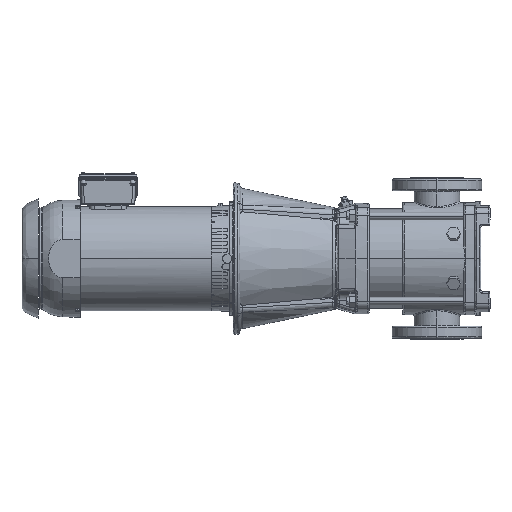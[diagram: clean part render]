
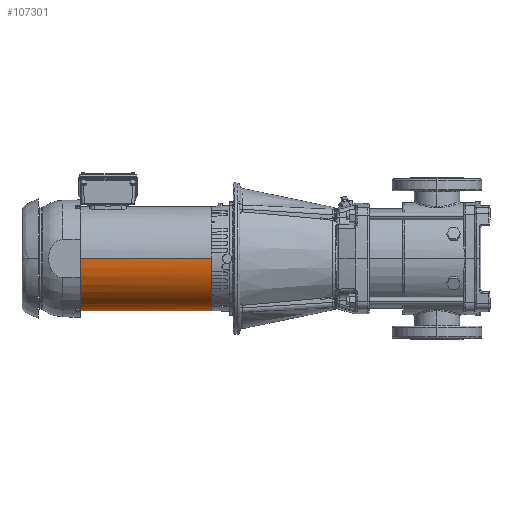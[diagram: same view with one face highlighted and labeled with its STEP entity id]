
A CAD part, left-side view. The second image highlights one B-rep face of the part: STEP entity #107301.
In plain terms, the highlighted cylindrical face has radius 103.05 mm (diameter 206.1 mm), a partial arc.
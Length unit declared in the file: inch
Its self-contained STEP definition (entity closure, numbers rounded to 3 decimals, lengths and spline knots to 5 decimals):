
#5385 = DIRECTION ( 'NONE',  ( -1., 0., 0. ) ) ;
#10593 = CARTESIAN_POINT ( 'NONE',  ( 32.53252, -4.7509, 0. ) ) ;
#11124 = ORIENTED_EDGE ( 'NONE', *, *, #77092, .F. ) ;
#14025 = EDGE_CURVE ( 'NONE', #134155, #80250, #119823, .T. ) ;
#14592 = EDGE_CURVE ( 'NONE', #106205, #80250, #31294, .T. ) ;
#18079 = VERTEX_POINT ( 'NONE', #49191 ) ;
#18223 = CARTESIAN_POINT ( 'NONE',  ( 32.53252, -0.69382, 0. ) ) ;
#26326 = CIRCLE ( 'NONE', #96735, 4.05709 ) ;
#27264 = AXIS2_PLACEMENT_3D ( 'NONE', #82509, #83163, #50755 ) ;
#31294 = LINE ( 'NONE', #10593, #51263 ) ;
#34354 = LINE ( 'NONE', #87458, #80977 ) ;
#40915 = DIRECTION ( 'NONE',  ( 0., 0., 1. ) ) ;
#42716 = CARTESIAN_POINT ( 'NONE',  ( -4.78629, -0.69382, 0. ) ) ;
#44304 = DIRECTION ( 'NONE',  ( 1., 0., 0. ) ) ;
#49191 = CARTESIAN_POINT ( 'NONE',  ( -4.78629, -0.69382, -4.05709 ) ) ;
#49898 = FACE_OUTER_BOUND ( 'NONE', #55312, .T. ) ;
#50621 = ORIENTED_EDGE ( 'NONE', *, *, #121657, .F. ) ;
#50755 = DIRECTION ( 'NONE',  ( 0., 0., 1. ) ) ;
#51263 = VECTOR ( 'NONE', #44304, 39.37008 ) ;
#55312 = EDGE_LOOP ( 'NONE', ( #50621, #69821, #97862, #11124 ) ) ;
#66482 = CARTESIAN_POINT ( 'NONE',  ( 5.44994, -4.7509, 0. ) ) ;
#69727 = CARTESIAN_POINT ( 'NONE',  ( -4.78629, -4.7509, 0. ) ) ;
#69821 = ORIENTED_EDGE ( 'NONE', *, *, #14025, .T. ) ;
#74882 = AXIS2_PLACEMENT_3D ( 'NONE', #18223, #81657, #40915 ) ;
#77092 = EDGE_CURVE ( 'NONE', #18079, #106205, #26326, .T. ) ;
#80250 = VERTEX_POINT ( 'NONE', #66482 ) ;
#80977 = VECTOR ( 'NONE', #5385, 39.37008 ) ;
#81657 = DIRECTION ( 'NONE',  ( -1., 0., 0. ) ) ;
#82509 = CARTESIAN_POINT ( 'NONE',  ( 5.44994, -0.69382, 0. ) ) ;
#83163 = DIRECTION ( 'NONE',  ( -1., 0., 0. ) ) ;
#84813 = DIRECTION ( 'NONE',  ( -1., 0., 0. ) ) ;
#87458 = CARTESIAN_POINT ( 'NONE',  ( 32.53252, -0.69382, -4.05709 ) ) ;
#90644 = CYLINDRICAL_SURFACE ( 'NONE', #74882, 4.05709 ) ;
#96735 = AXIS2_PLACEMENT_3D ( 'NONE', #42716, #84813, #126873 ) ;
#97862 = ORIENTED_EDGE ( 'NONE', *, *, #14592, .F. ) ;
#106205 = VERTEX_POINT ( 'NONE', #69727 ) ;
#107301 = ADVANCED_FACE ( 'NONE', ( #49898 ), #90644, .T. ) ;
#112286 = CARTESIAN_POINT ( 'NONE',  ( 5.44994, -0.69382, -4.05709 ) ) ;
#119823 = CIRCLE ( 'NONE', #27264, 4.05709 ) ;
#121657 = EDGE_CURVE ( 'NONE', #134155, #18079, #34354, .T. ) ;
#126873 = DIRECTION ( 'NONE',  ( 0., 0., 1. ) ) ;
#134155 = VERTEX_POINT ( 'NONE', #112286 ) ;
